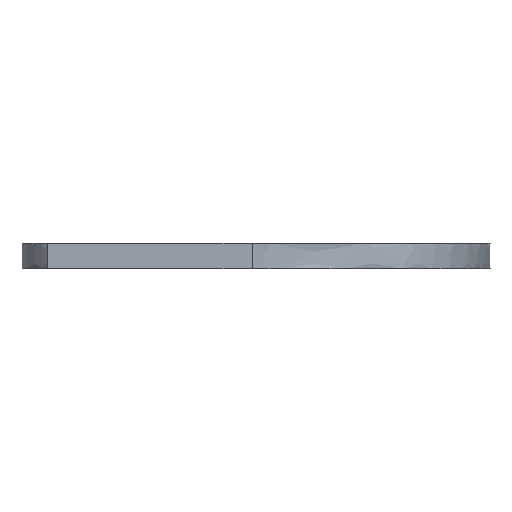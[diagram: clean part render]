
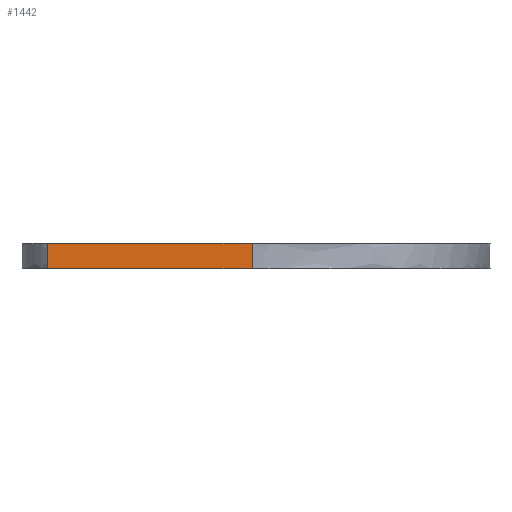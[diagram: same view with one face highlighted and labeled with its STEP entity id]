
A CAD part, left-side view. The second image highlights one B-rep face of the part: STEP entity #1442.
In plain terms, the highlighted face is a extrusion surface.
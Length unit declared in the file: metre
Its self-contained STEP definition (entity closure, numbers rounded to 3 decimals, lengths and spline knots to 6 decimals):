
#1219=CARTESIAN_POINT('',(-0.170109,0.07714,0.0));
#1220=VERTEX_POINT('',#1219);
#1221=CARTESIAN_POINT('',(-0.170109,0.07714,0.019781));
#1222=VERTEX_POINT('',#1221);
#1223=CARTESIAN_POINT('',(-0.170109,0.07714,0.0));
#1224=CARTESIAN_POINT('',(-0.170109,0.07714,0.006594));
#1225=CARTESIAN_POINT('',(-0.170109,0.07714,0.013187));
#1226=CARTESIAN_POINT('',(-0.170109,0.07714,0.019781));
#1227=B_SPLINE_CURVE_WITH_KNOTS('',3,(#1223,#1224,#1225,#1226),.UNSPECIFIED.,.F.,.F.,(4,4),(0.0,1.0),.UNSPECIFIED.);
#1228=EDGE_CURVE('',#1220,#1222,#1227,.T.);
#1407=CARTESIAN_POINT('',(-0.170109,-0.080911,0.0));
#1408=VERTEX_POINT('',#1407);
#1409=CARTESIAN_POINT('',(-0.170109,-0.080911,0.0));
#1410=CARTESIAN_POINT('',(-0.170109,-0.028228,0.0));
#1411=CARTESIAN_POINT('',(-0.170109,0.024456,0.0));
#1412=CARTESIAN_POINT('',(-0.170109,0.07714,0.0));
#1413=B_SPLINE_CURVE_WITH_KNOTS('',3,(#1409,#1410,#1411,#1412),.UNSPECIFIED.,.F.,.F.,(4,4),(0.0,1.0),.UNSPECIFIED.);
#1414=EDGE_CURVE('',#1408,#1220,#1413,.T.);
#1415=ORIENTED_EDGE('',*,*,#1414,.T.);
#1416=ORIENTED_EDGE('',*,*,#1228,.T.);
#1417=CARTESIAN_POINT('',(-0.170109,-0.080911,0.019781));
#1418=VERTEX_POINT('',#1417);
#1419=CARTESIAN_POINT('',(-0.170109,0.07714,0.019781));
#1420=CARTESIAN_POINT('',(-0.170109,0.024456,0.019781));
#1421=CARTESIAN_POINT('',(-0.170109,-0.028228,0.019781));
#1422=CARTESIAN_POINT('',(-0.170109,-0.080911,0.019781));
#1423=B_SPLINE_CURVE_WITH_KNOTS('',3,(#1419,#1420,#1421,#1422),.UNSPECIFIED.,.F.,.F.,(4,4),(0.0,1.0),.UNSPECIFIED.);
#1424=EDGE_CURVE('',#1222,#1418,#1423,.T.);
#1425=ORIENTED_EDGE('',*,*,#1424,.T.);
#1426=CARTESIAN_POINT('',(-0.170109,-0.080911,0.019781));
#1427=CARTESIAN_POINT('',(-0.170109,-0.080911,0.013187));
#1428=CARTESIAN_POINT('',(-0.170109,-0.080911,0.006594));
#1429=CARTESIAN_POINT('',(-0.170109,-0.080911,0.));
#1430=B_SPLINE_CURVE_WITH_KNOTS('',3,(#1426,#1427,#1428,#1429),.UNSPECIFIED.,.F.,.F.,(4,4),(0.0,1.0),.UNSPECIFIED.);
#1431=EDGE_CURVE('',#1418,#1408,#1430,.T.);
#1432=ORIENTED_EDGE('',*,*,#1431,.T.);
#1433=EDGE_LOOP('',(#1415,#1416,#1425,#1432));
#1434=FACE_OUTER_BOUND('',#1433,.T.);
#1435=CARTESIAN_POINT('',(-0.170109,0.07714,0.019781));
#1436=CARTESIAN_POINT('',(-0.170109,-0.080911,0.019781));
#1437=B_SPLINE_CURVE_WITH_KNOTS('',1,(#1435,#1436),.UNSPECIFIED.,.F.,.F.,(2,2),(0.0,158.050916),.UNSPECIFIED.);
#1438=TRIMMED_CURVE('',#1437,(0.0),(158.051),.T.,.PARAMETER.);
#1439=DIRECTION('',(0.0,0.0,-1.0));
#1440=VECTOR('',#1439,1.0);
#1441=SURFACE_OF_LINEAR_EXTRUSION('',#1438,#1440);
#1442=ADVANCED_FACE('',(#1434),#1441,.T.);
